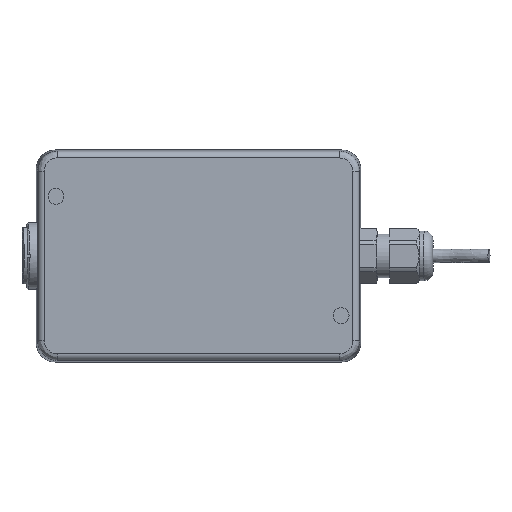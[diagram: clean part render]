
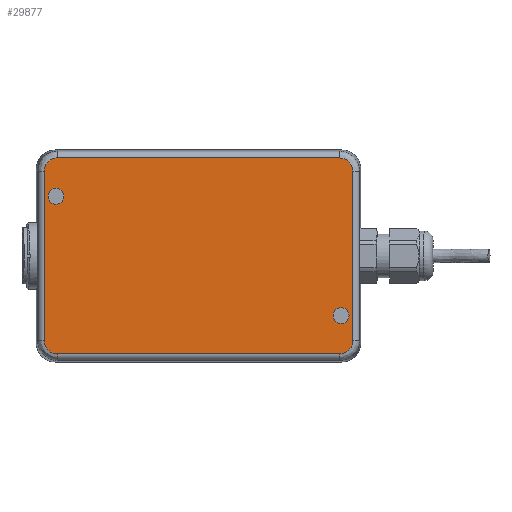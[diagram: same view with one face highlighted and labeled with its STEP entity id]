
A CAD part, top view. The second image highlights one B-rep face of the part: STEP entity #29877.
In plain terms, the highlighted planar face has unit normal (0, 0, 1).
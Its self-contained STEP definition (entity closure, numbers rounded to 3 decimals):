
#746=PLANE('',#31810);
#1718=ELLIPSE('',#31789,4.002,4.);
#1719=ELLIPSE('',#31791,4.002,4.);
#1722=ELLIPSE('',#31799,4.002,4.);
#1723=ELLIPSE('',#31801,4.002,4.);
#2281=LINE('',#42824,#5022);
#2283=LINE('',#42960,#5024);
#2284=LINE('',#42965,#5025);
#2286=LINE('',#43098,#5027);
#5022=VECTOR('',#34481,51.085);
#5024=VECTOR('',#34499,85.085);
#5025=VECTOR('',#34504,85.085);
#5027=VECTOR('',#34520,51.085);
#7955=FACE_BOUND('',#10178,.T.);
#7956=FACE_BOUND('',#10179,.T.);
#8419=FACE_OUTER_BOUND('',#10177,.T.);
#10177=EDGE_LOOP('',(#20348,#20349,#20350,#20351,#20352,#20353,#20354,#20355));
#10178=EDGE_LOOP('',(#20356));
#10179=EDGE_LOOP('',(#20357));
#12134=CIRCLE('',#31737,2.4);
#12138=CIRCLE('',#31743,2.4);
#12840=VERTEX_POINT('',#42673);
#12844=VERTEX_POINT('',#42683);
#12884=VERTEX_POINT('',#42817);
#12887=VERTEX_POINT('',#42822);
#12888=VERTEX_POINT('',#42885);
#12891=VERTEX_POINT('',#42951);
#12892=VERTEX_POINT('',#42956);
#12895=VERTEX_POINT('',#42963);
#12896=VERTEX_POINT('',#43027);
#12899=VERTEX_POINT('',#43093);
#15766=EDGE_CURVE('',#12840,#12840,#12134,.T.);
#15770=EDGE_CURVE('',#12844,#12844,#12138,.T.);
#15815=EDGE_CURVE('',#12887,#12884,#2281,.T.);
#15818=EDGE_CURVE('',#12884,#12888,#1718,.T.);
#15820=EDGE_CURVE('',#12891,#12887,#1719,.T.);
#15824=EDGE_CURVE('',#12888,#12892,#2283,.T.);
#15826=EDGE_CURVE('',#12895,#12891,#2284,.T.);
#15830=EDGE_CURVE('',#12892,#12896,#1722,.T.);
#15832=EDGE_CURVE('',#12899,#12895,#1723,.T.);
#15834=EDGE_CURVE('',#12896,#12899,#2286,.T.);
#20348=ORIENTED_EDGE('',*,*,#15815,.F.);
#20349=ORIENTED_EDGE('',*,*,#15820,.F.);
#20350=ORIENTED_EDGE('',*,*,#15826,.F.);
#20351=ORIENTED_EDGE('',*,*,#15832,.F.);
#20352=ORIENTED_EDGE('',*,*,#15834,.F.);
#20353=ORIENTED_EDGE('',*,*,#15830,.F.);
#20354=ORIENTED_EDGE('',*,*,#15824,.F.);
#20355=ORIENTED_EDGE('',*,*,#15818,.F.);
#20356=ORIENTED_EDGE('',*,*,#15766,.T.);
#20357=ORIENTED_EDGE('',*,*,#15770,.T.);
#29877=ADVANCED_FACE('',(#8419,#7955,#7956),#746,.F.);
#31737=AXIS2_PLACEMENT_3D('',#42674,#34370,#34371);
#31743=AXIS2_PLACEMENT_3D('',#42684,#34382,#34383);
#31789=AXIS2_PLACEMENT_3D('',#42889,#34486,#34487);
#31791=AXIS2_PLACEMENT_3D('',#42953,#34490,#34491);
#31799=AXIS2_PLACEMENT_3D('',#43031,#34510,#34511);
#31801=AXIS2_PLACEMENT_3D('',#43095,#34514,#34515);
#31810=AXIS2_PLACEMENT_3D('',#43118,#34541,#34542);
#34370=DIRECTION('center_axis',(0.,0.,-1.));
#34371=DIRECTION('ref_axis',(1.,0.,0.));
#34382=DIRECTION('center_axis',(0.,0.,-1.));
#34383=DIRECTION('ref_axis',(1.,0.,0.));
#34481=DIRECTION('',(0.,-1.,0.));
#34486=DIRECTION('center_axis',(0.,0.,-1.));
#34487=DIRECTION('ref_axis',(0.707,-0.707,0.));
#34490=DIRECTION('center_axis',(0.,0.,-1.));
#34491=DIRECTION('ref_axis',(0.707,0.707,0.));
#34499=DIRECTION('',(-1.,0.,0.));
#34504=DIRECTION('',(1.,0.,0.));
#34510=DIRECTION('center_axis',(0.,0.,-1.));
#34511=DIRECTION('ref_axis',(-0.707,-0.707,0.));
#34514=DIRECTION('center_axis',(0.,0.,-1.));
#34515=DIRECTION('ref_axis',(-0.707,0.707,0.));
#34520=DIRECTION('',(0.,1.,0.));
#34541=DIRECTION('center_axis',(0.,0.,-1.));
#34542=DIRECTION('ref_axis',(1.,0.,0.));
#42673=CARTESIAN_POINT('',(400.263,404.93,34.));
#42674=CARTESIAN_POINT('Origin',(402.663,404.93,34.));
#42683=CARTESIAN_POINT('',(486.263,368.93,34.));
#42684=CARTESIAN_POINT('Origin',(488.663,368.93,34.));
#42817=CARTESIAN_POINT('',(492.205,361.388,34.));
#42822=CARTESIAN_POINT('',(492.205,412.473,34.));
#42824=CARTESIAN_POINT('',(492.205,412.473,34.));
#42885=CARTESIAN_POINT('',(488.206,357.389,34.));
#42889=CARTESIAN_POINT('Origin',(488.204,361.39,34.));
#42951=CARTESIAN_POINT('',(488.206,416.472,34.));
#42953=CARTESIAN_POINT('Origin',(488.204,412.471,34.));
#42956=CARTESIAN_POINT('',(403.121,357.389,34.));
#42960=CARTESIAN_POINT('',(488.206,357.389,34.));
#42963=CARTESIAN_POINT('',(403.121,416.472,34.));
#42965=CARTESIAN_POINT('',(403.121,416.472,34.));
#43027=CARTESIAN_POINT('',(399.122,361.388,34.));
#43031=CARTESIAN_POINT('Origin',(403.123,361.39,34.));
#43093=CARTESIAN_POINT('',(399.122,412.473,34.));
#43095=CARTESIAN_POINT('Origin',(403.123,412.471,34.));
#43098=CARTESIAN_POINT('',(399.122,361.388,34.));
#43118=CARTESIAN_POINT('Origin',(445.663,386.93,34.));
